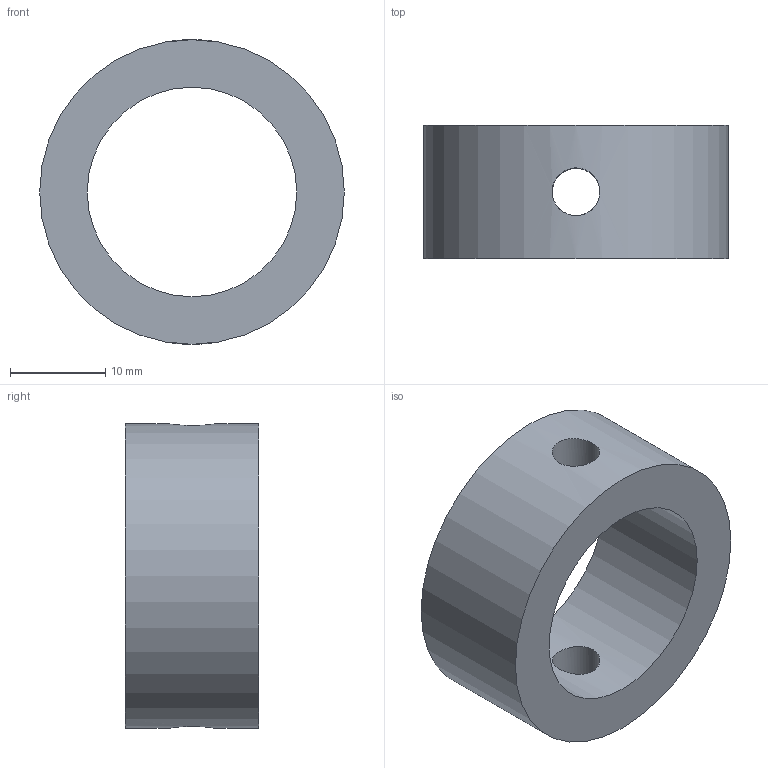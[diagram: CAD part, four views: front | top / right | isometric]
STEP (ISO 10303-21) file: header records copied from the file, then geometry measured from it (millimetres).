
FILE_DESCRIPTION (( 'STEP AP214' ), '1' );
FILE_NAME ('Collar.STEP', '2025-02-18T17:59:34', ( '' ), ( '' ), 'SwSTEP 2.0', 'SolidWorks 2025', '' );
FILE_SCHEMA (( 'AUTOMOTIVE_DESIGN' ));
Length unit declared in the file: millimetre
Products named in the file (1): Collar
Bounding box: 32 x 14 x 32 mm (x, y, z)
Volume: 5740.5 mm3; surface area: 3302.9 mm2
Topology: 1 solids, 1 shells, 6 faces, 16 edges, 10 vertices
Faces by surface type: cylinder 4, plane 2
Full cylindrical faces by diameter (mm): 5 x2, 22 x1, 32 x1
Entity records: 399 total; most frequent: CARTESIAN_POINT 255, DIRECTION 22, EDGE_LOOP 16, ORIENTED_EDGE 16, AXIS2_PLACEMENT_3D 11, FACE_OUTER_BOUND 10, VERTEX_POINT 8, EDGE_CURVE 8
